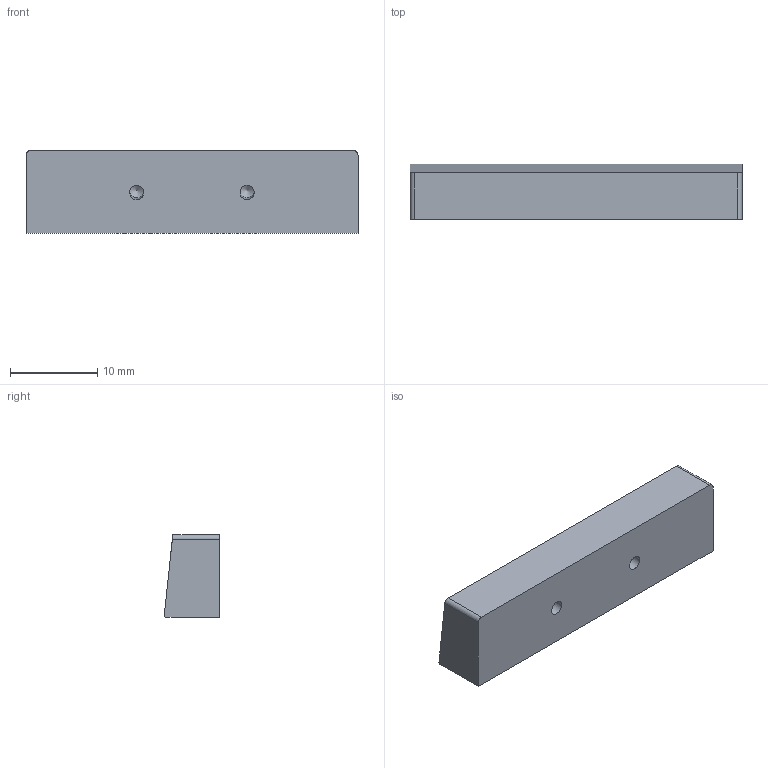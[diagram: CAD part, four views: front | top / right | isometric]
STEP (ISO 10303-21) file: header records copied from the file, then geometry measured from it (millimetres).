
FILE_DESCRIPTION(/* description */ (''),/* implementation_level */ '2;1');
FILE_NAME(/* name */ 'nameplate_blank.step',/* time_stamp */ '2019-09-21T19:42:46+01:00',/* author */ (''),/* organization */ (''),/* preprocessor_version */ 'ST-DEVELOPER v18',/* originating_system */ 'Autodesk Translation Framework v8.6.0.1094',/* authorisation */ '');
FILE_SCHEMA (('AUTOMOTIVE_DESIGN { 1 0 10303 214 3 1 1 }'));
Length unit declared in the file: millimetre
Products named in the file (1): nameplate
Bounding box: 38.1 x 6.38 x 9.48 mm (x, y, z)
Volume: 2119.3 mm3; surface area: 1303.1 mm2
Topology: 1 solids, 1 shells, 13 faces, 33 edges, 22 vertices
Faces by surface type: plane 6, cylinder 5, cone 2
Full cylindrical faces by diameter (mm): 1.623 x2
Entity records: 429 total; most frequent: DIRECTION 71, CARTESIAN_POINT 67, ORIENTED_EDGE 62, EDGE_CURVE 31, AXIS2_PLACEMENT_3D 26, VERTEX_POINT 22, LINE 19, VECTOR 19
